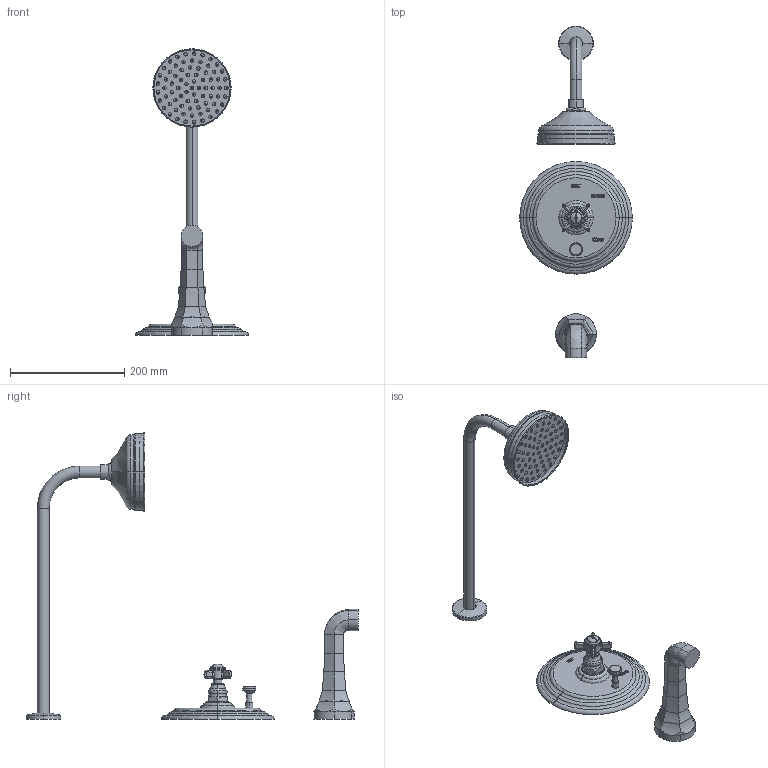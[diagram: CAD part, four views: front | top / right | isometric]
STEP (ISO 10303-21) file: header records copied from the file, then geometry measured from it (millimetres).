
FILE_DESCRIPTION((''),'2;1');
FILE_NAME('3-1002BP','2021-05-26T14:06:22',('jinson.thomas'),(''),'CREO PARAMETRIC BY PTC INC, 2018400','CREO PARAMETRIC BY PTC INC, 2018400','');
FILE_SCHEMA(('CONFIG_CONTROL_DESIGN'));
Length unit declared in the file: inch
Products named in the file (1): 3-1002BP
Bounding box: 196.85 x 580.01 x 500.36 mm (x, y, z)
Volume: 1475225.2 mm3; surface area: 201332.5 mm2
Topology: 3 solids, 3 shells, 1087 faces, 2381 edges, 1481 vertices
Faces by surface type: cone 320, plane 319, cylinder 214, bspline 90, torus 74, extrusion 64, sphere 6
Entity records: 36425 total; most frequent: CARTESIAN_POINT 12371, DIRECTION 5189, ORIENTED_EDGE 4758, EDGE_CURVE 2379, AXIS2_PLACEMENT_3D 2097, VERTEX_POINT 1481, EDGE_LOOP 1270, CIRCLE 1164
